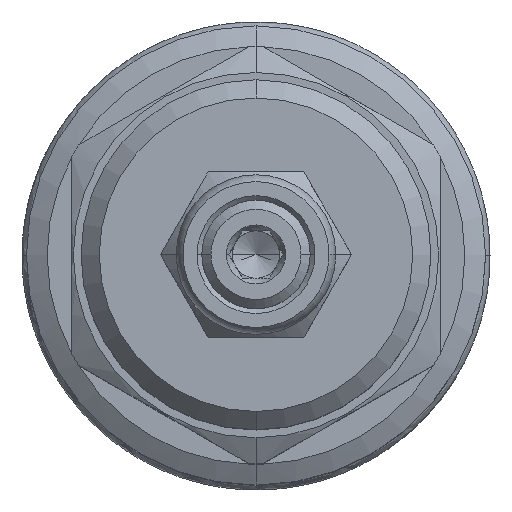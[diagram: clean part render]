
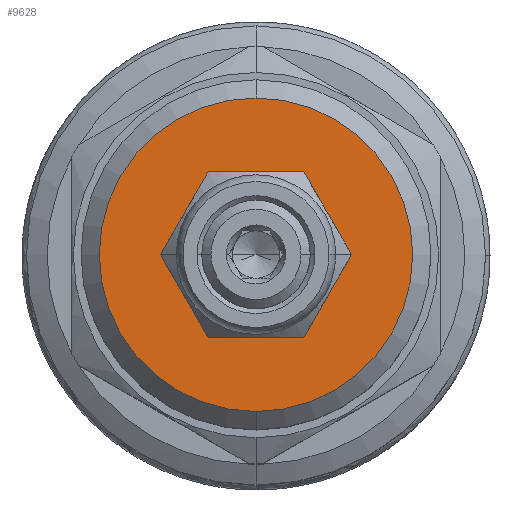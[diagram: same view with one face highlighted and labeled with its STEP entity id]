
A CAD part, top view. The second image highlights one B-rep face of the part: STEP entity #9628.
In plain terms, the highlighted planar face has unit normal (0, 0, 1).
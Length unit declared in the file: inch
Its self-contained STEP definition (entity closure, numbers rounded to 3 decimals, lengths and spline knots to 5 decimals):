
#6503=CARTESIAN_POINT('',(0.,0.,4.972));
#6504=DIRECTION('',(0.,0.,1.));
#6505=DIRECTION('',(-1.,0.,0.));
#6506=AXIS2_PLACEMENT_3D('',#6503,#6504,#6505);
#6508=CARTESIAN_POINT('',(0.,0.,4.972));
#6509=DIRECTION('',(0.,0.,1.));
#6510=DIRECTION('',(1.,0.,0.));
#6511=AXIS2_PLACEMENT_3D('',#6508,#6509,#6510);
#6513=CARTESIAN_POINT('',(0.,0.,4.972));
#6514=DIRECTION('',(0.,0.,1.));
#6515=DIRECTION('',(0.,-1.,0.));
#6516=AXIS2_PLACEMENT_3D('',#6513,#6514,#6515);
#6531=CARTESIAN_POINT('',(0.,0.,4.972));
#6532=DIRECTION('',(0.,0.,1.));
#6533=DIRECTION('',(0.,1.,0.));
#6534=AXIS2_PLACEMENT_3D('',#6531,#6532,#6533);
#8299=CARTESIAN_POINT('',(0.,0.532,4.972));
#8300=CARTESIAN_POINT('',(0.,-0.532,4.972));
#8301=VERTEX_POINT('',#8299);
#8302=VERTEX_POINT('',#8300);
#8593=CARTESIAN_POINT('',(-0.271,0.,4.972));
#8594=CARTESIAN_POINT('',(0.271,0.,4.972));
#8595=VERTEX_POINT('',#8593);
#8596=VERTEX_POINT('',#8594);
#9612=CARTESIAN_POINT('',(0.,0.,4.972));
#9613=DIRECTION('',(0.,0.,1.));
#9614=DIRECTION('',(0.,1.,0.));
#9615=AXIS2_PLACEMENT_3D('',#9612,#9613,#9614);
#9616=PLANE('',#9615);
#9618=ORIENTED_EDGE('',*,*,#9617,.F.);
#9620=ORIENTED_EDGE('',*,*,#9619,.F.);
#9621=EDGE_LOOP('',(#9618,#9620));
#9622=FACE_OUTER_BOUND('',#9621,.F.);
#9623=ORIENTED_EDGE('',*,*,#9602,.T.);
#9625=ORIENTED_EDGE('',*,*,#9624,.T.);
#9626=EDGE_LOOP('',(#9623,#9625));
#9627=FACE_BOUND('',#9626,.F.);
#9628=ADVANCED_FACE('',(#9622,#9627),#9616,.T.);
#6507=CIRCLE('',#6506,0.271);
#6512=CIRCLE('',#6511,0.271);
#6517=CIRCLE('',#6516,0.532);
#6535=CIRCLE('',#6534,0.532);
#9602=EDGE_CURVE('',#8595,#8596,#6507,.T.);
#9617=EDGE_CURVE('',#8302,#8301,#6517,.T.);
#9619=EDGE_CURVE('',#8301,#8302,#6535,.T.);
#9624=EDGE_CURVE('',#8596,#8595,#6512,.T.);
